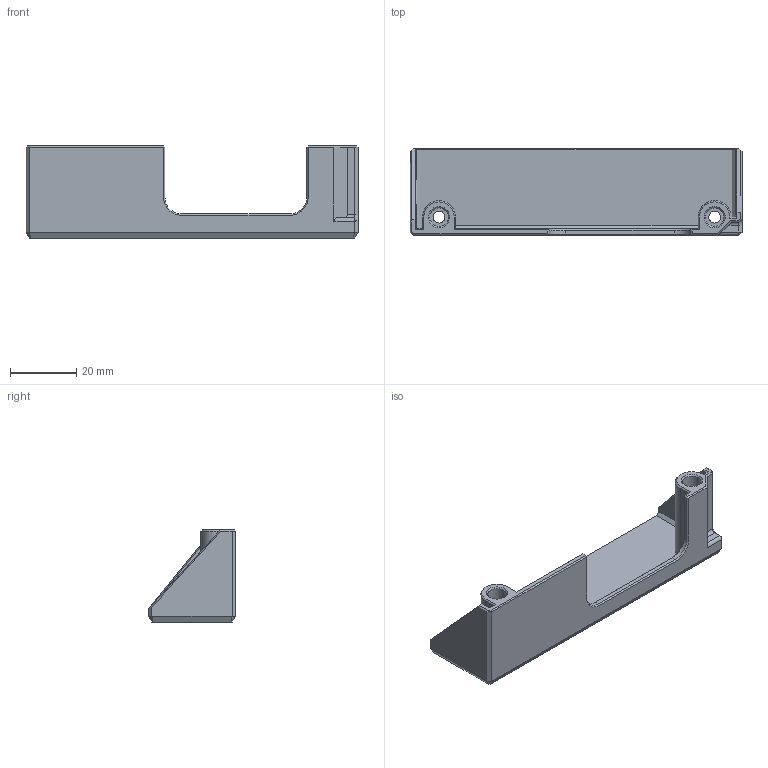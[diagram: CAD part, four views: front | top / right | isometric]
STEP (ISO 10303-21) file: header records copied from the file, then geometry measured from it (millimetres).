
FILE_DESCRIPTION(/* description */ (''),/* implementation_level */ '2;1');
FILE_NAME(/* name */ 'black_psu_cover.step',/* time_stamp */ '2025-07-28T12:39:27+02:00',/* author */ (''),/* organization */ (''),/* preprocessor_version */ 'ST-DEVELOPER v20.1',/* originating_system */ 'Autodesk Translation Framework v14.10.0.0',/* authorisation */ '');
FILE_SCHEMA (('AUTOMOTIVE_DESIGN { 1 0 10303 214 3 1 1 }'));
Length unit declared in the file: millimetre
Products named in the file (1): DELTA_psu_cover
Bounding box: 100.6 x 26.3 x 27.9 mm (x, y, z)
Volume: 11816.6 mm3; surface area: 12012.1 mm2
Topology: 1 solids, 1 shells, 345 faces, 831 edges, 497 vertices
Faces by surface type: plane 189, bspline 132, cone 12, cylinder 12
Full cylindrical faces by diameter (mm): 3.6 x2, 5.6 x2, 6 x2
Entity records: 12949 total; most frequent: CARTESIAN_POINT 5875, ORIENTED_EDGE 1660, DIRECTION 1034, EDGE_CURVE 830, LINE 508, VECTOR 508, VERTEX_POINT 497, EDGE_LOOP 359
